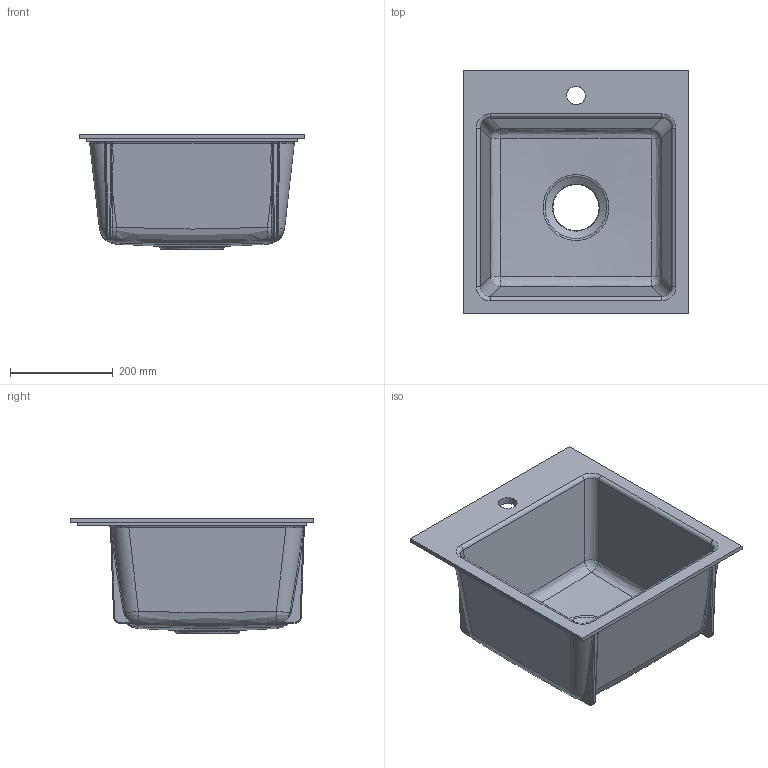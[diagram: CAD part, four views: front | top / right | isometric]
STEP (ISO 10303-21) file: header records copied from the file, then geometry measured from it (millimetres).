
FILE_DESCRIPTION(/* description */ (''),/* implementation_level */ '2;1');
FILE_NAME(/* name */ '67810F_67811F_67812F.stp',/* time_stamp */ '2022-07-12T08:12:39+02:00',/* author */ (''),/* organization */ (''),/* preprocessor_version */ 'ST-DEVELOPER v18.1',/* originating_system */ 'SIEMENS PLM Software NX 1973',/* authorisation */ '');
FILE_SCHEMA (('AUTOMOTIVE_DESIGN { 1 0 10303 214 3 1 1 1 }'));
Length unit declared in the file: millimetre
Products named in the file (1): rupp63C8EE96w7kb
Bounding box: 440 x 475 x 226 mm (x, y, z)
Volume: 5957234.9 mm3; surface area: 909009.8 mm2
Topology: 1 solids, 1 shells, 222 faces, 536 edges, 305 vertices
Faces by surface type: bspline 96, cylinder 61, plane 44, torus 15, sphere 4, cone 2
Full cylindrical faces by diameter (mm): 36 x3, 90 x1
Entity records: 10000 total; most frequent: CARTESIAN_POINT 5473, ORIENTED_EDGE 1010, DIRECTION 849, EDGE_CURVE 505, AXIS2_PLACEMENT_3D 362, VERTEX_POINT 301, EDGE_LOOP 242, ADVANCED_FACE 222
